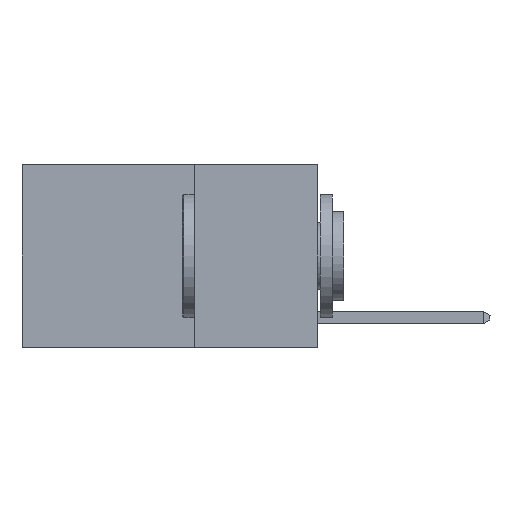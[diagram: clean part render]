
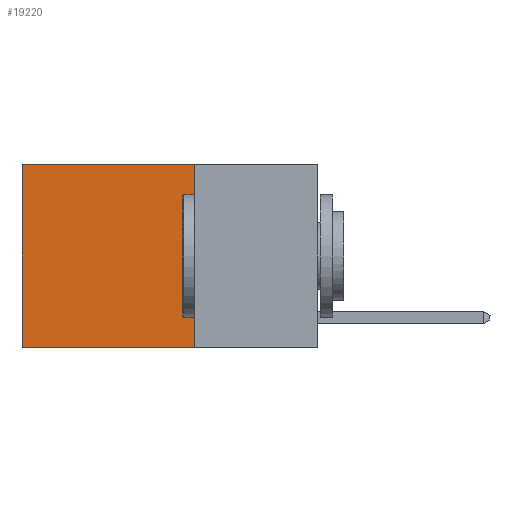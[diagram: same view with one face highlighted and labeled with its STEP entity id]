
A CAD part, left-side view. The second image highlights one B-rep face of the part: STEP entity #19220.
In plain terms, the highlighted planar face has unit normal (-1, 0, 0).
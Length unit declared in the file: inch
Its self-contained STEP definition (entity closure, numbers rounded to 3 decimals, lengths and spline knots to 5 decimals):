
#1499 = CARTESIAN_POINT ( 'NONE',  ( 0.2625, 0.25, 0. ) ) ;
#2137 = EDGE_CURVE ( 'NONE', #21180, #27183, #16632, .T. ) ;
#2246 = AXIS2_PLACEMENT_3D ( 'NONE', #4503, #2295, #21451 ) ;
#2295 = DIRECTION ( 'NONE',  ( 1., 0., 0. ) ) ;
#3094 = CARTESIAN_POINT ( 'NONE',  ( 0.2625, 0.25, 0. ) ) ;
#4282 = VERTEX_POINT ( 'NONE', #21348 ) ;
#4503 = CARTESIAN_POINT ( 'NONE',  ( 0.2625, 0.25, 0. ) ) ;
#5181 = ORIENTED_EDGE ( 'NONE', *, *, #11527, .F. ) ;
#8123 = CARTESIAN_POINT ( 'NONE',  ( 0.2625, 0.25, -0.37 ) ) ;
#9263 = CARTESIAN_POINT ( 'NONE',  ( 0.2625, 0.6, -0.37 ) ) ;
#10322 = ORIENTED_EDGE ( 'NONE', *, *, #24545, .T. ) ;
#11111 = DIRECTION ( 'NONE',  ( 0., 0., -1. ) ) ;
#11430 = LINE ( 'NONE', #13463, #27641 ) ;
#11527 = EDGE_CURVE ( 'NONE', #21224, #4282, #11430, .T. ) ;
#12653 = DIRECTION ( 'NONE',  ( 0., 1., 0. ) ) ;
#13463 = CARTESIAN_POINT ( 'NONE',  ( 0.2625, 0.25, 0. ) ) ;
#13726 = FACE_OUTER_BOUND ( 'NONE', #30372, .T. ) ;
#15842 = ORIENTED_EDGE ( 'NONE', *, *, #2137, .T. ) ;
#16632 = LINE ( 'NONE', #19157, #27398 ) ;
#18094 = ORIENTED_EDGE ( 'NONE', *, *, #28433, .F. ) ;
#19157 = CARTESIAN_POINT ( 'NONE',  ( 0.2625, 0.6, 0. ) ) ;
#19220 = ADVANCED_FACE ( 'NONE', ( #13726 ), #20987, .F. ) ;
#20110 = LINE ( 'NONE', #8123, #28572 ) ;
#20987 = PLANE ( 'NONE',  #2246 ) ;
#21180 = VERTEX_POINT ( 'NONE', #25668 ) ;
#21224 = VERTEX_POINT ( 'NONE', #1499 ) ;
#21348 = CARTESIAN_POINT ( 'NONE',  ( 0.2625, 0.25, -0.37 ) ) ;
#21451 = DIRECTION ( 'NONE',  ( 0., 0., -1. ) ) ;
#24525 = DIRECTION ( 'NONE',  ( 0., 1., 0. ) ) ;
#24545 = EDGE_CURVE ( 'NONE', #21224, #21180, #24610, .T. ) ;
#24610 = LINE ( 'NONE', #3094, #29995 ) ;
#25668 = CARTESIAN_POINT ( 'NONE',  ( 0.2625, 0.6, 0. ) ) ;
#27183 = VERTEX_POINT ( 'NONE', #9263 ) ;
#27398 = VECTOR ( 'NONE', #29010, 39.37008 ) ;
#27641 = VECTOR ( 'NONE', #11111, 39.37008 ) ;
#28433 = EDGE_CURVE ( 'NONE', #4282, #27183, #20110, .T. ) ;
#28572 = VECTOR ( 'NONE', #24525, 39.37008 ) ;
#29010 = DIRECTION ( 'NONE',  ( 0., 0., -1. ) ) ;
#29995 = VECTOR ( 'NONE', #12653, 39.37008 ) ;
#30372 = EDGE_LOOP ( 'NONE', ( #15842, #18094, #5181, #10322 ) ) ;
